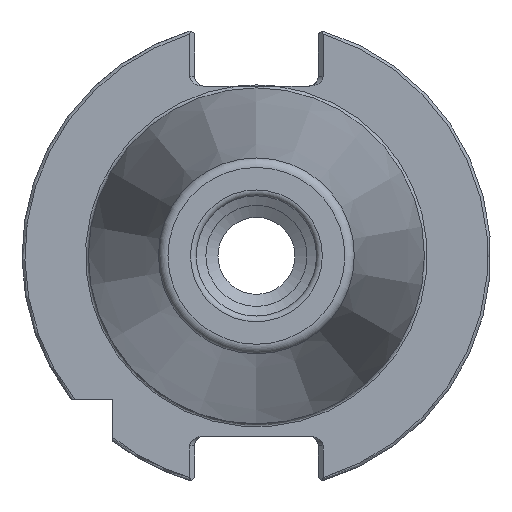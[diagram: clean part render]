
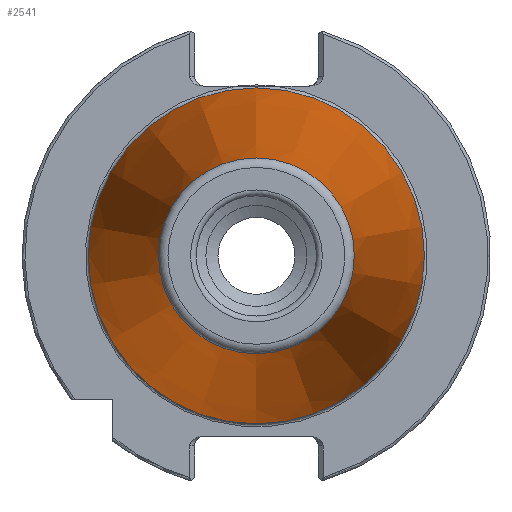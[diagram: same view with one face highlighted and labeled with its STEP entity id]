
A CAD part, left-side view. The second image highlights one B-rep face of the part: STEP entity #2541.
In plain terms, the highlighted conical face has half-angle 8.297 degrees and reference radius 34.925 mm.
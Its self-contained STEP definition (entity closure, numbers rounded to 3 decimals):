
#5 = EDGE_CURVE ( 'NONE', #826, #826, #845, .T. ) ;
#413 = CARTESIAN_POINT ( 'NONE',  ( 0., 0., 0. ) ) ;
#501 = CIRCLE ( 'NONE', #4289, 20.358 ) ;
#695 = DIRECTION ( 'NONE',  ( 0., 0., 1. ) ) ;
#821 = VERTEX_POINT ( 'NONE', #1640 ) ;
#826 = VERTEX_POINT ( 'NONE', #2367 ) ;
#845 = CIRCLE ( 'NONE', #2492, 34.925 ) ;
#1125 = ORIENTED_EDGE ( 'NONE', *, *, #5, .T. ) ;
#1507 = DIRECTION ( 'NONE',  ( 1., 0., 0. ) ) ;
#1546 = AXIS2_PLACEMENT_3D ( 'NONE', #413, #1507, #2904 ) ;
#1640 = CARTESIAN_POINT ( 'NONE',  ( -99.889, 0., 20.358 ) ) ;
#1689 = EDGE_LOOP ( 'NONE', ( #1977 ) ) ;
#1871 = EDGE_CURVE ( 'NONE', #821, #821, #501, .T. ) ;
#1977 = ORIENTED_EDGE ( 'NONE', *, *, #1871, .F. ) ;
#2043 = CONICAL_SURFACE ( 'NONE', #1546, 34.925, 0.145 ) ;
#2166 = DIRECTION ( 'NONE',  ( -1., 0., 0. ) ) ;
#2218 = DIRECTION ( 'NONE',  ( 0., 0., 1. ) ) ;
#2257 = DIRECTION ( 'NONE',  ( -1., 0., 0. ) ) ;
#2367 = CARTESIAN_POINT ( 'NONE',  ( 0., 0., 34.925 ) ) ;
#2492 = AXIS2_PLACEMENT_3D ( 'NONE', #2625, #2257, #2218 ) ;
#2541 = ADVANCED_FACE ( 'NONE', ( #4133, #3918 ), #2043, .T. ) ;
#2625 = CARTESIAN_POINT ( 'NONE',  ( 0., 0., 0. ) ) ;
#2748 = EDGE_LOOP ( 'NONE', ( #1125 ) ) ;
#2904 = DIRECTION ( 'NONE',  ( 0., 0., -1. ) ) ;
#3540 = CARTESIAN_POINT ( 'NONE',  ( -99.889, 0., 0. ) ) ;
#3918 = FACE_OUTER_BOUND ( 'NONE', #2748, .T. ) ;
#4133 = FACE_BOUND ( 'NONE', #1689, .T. ) ;
#4289 = AXIS2_PLACEMENT_3D ( 'NONE', #3540, #2166, #695 ) ;
